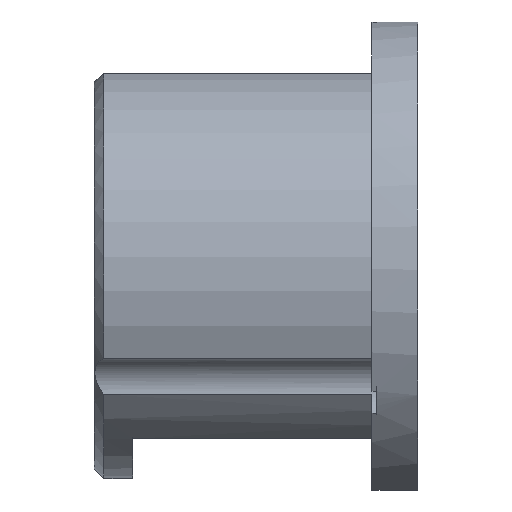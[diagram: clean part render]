
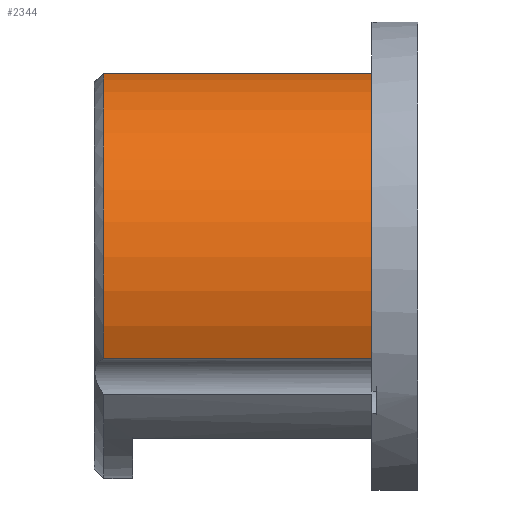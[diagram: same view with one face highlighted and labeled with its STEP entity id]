
A CAD part, left-side view. The second image highlights one B-rep face of the part: STEP entity #2344.
In plain terms, the highlighted cylindrical face has radius 21.336 mm (diameter 42.672 mm), a partial arc.
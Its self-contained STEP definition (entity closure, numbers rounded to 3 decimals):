
#24 = AXIS2_PLACEMENT_3D ( 'NONE', #3761, #3740, #3794 ) ;
#244 = AXIS2_PLACEMENT_3D ( 'NONE', #640, #436, #583 ) ;
#411 = CARTESIAN_POINT ( 'NONE',  ( -19.466, -1., -8.735 ) ) ;
#436 = DIRECTION ( 'NONE',  ( 0., 1., 0. ) ) ;
#583 = DIRECTION ( 'NONE',  ( 0., 0., 1. ) ) ;
#640 = CARTESIAN_POINT ( 'NONE',  ( 0., -29.174, 0. ) ) ;
#695 = VERTEX_POINT ( 'NONE', #1746 ) ;
#718 = FACE_OUTER_BOUND ( 'NONE', #1055, .T. ) ;
#764 = LINE ( 'NONE', #2319, #3040 ) ;
#809 = VERTEX_POINT ( 'NONE', #411 ) ;
#1055 = EDGE_LOOP ( 'NONE', ( #2317, #2348, #2187, #1989 ) ) ;
#1285 = LINE ( 'NONE', #4103, #3968 ) ;
#1289 = EDGE_CURVE ( 'NONE', #809, #2999, #764, .T. ) ;
#1374 = EDGE_CURVE ( 'NONE', #2999, #3963, #1903, .T. ) ;
#1480 = CARTESIAN_POINT ( 'NONE',  ( -19.466, -29.174, -8.735 ) ) ;
#1746 = CARTESIAN_POINT ( 'NONE',  ( -2.169, -1., 21.225 ) ) ;
#1903 = CIRCLE ( 'NONE', #244, 21.336 ) ;
#1989 = ORIENTED_EDGE ( 'NONE', *, *, #2839, .T. ) ;
#2187 = ORIENTED_EDGE ( 'NONE', *, *, #1374, .T. ) ;
#2274 = DIRECTION ( 'NONE',  ( 0., -1., 0. ) ) ;
#2317 = ORIENTED_EDGE ( 'NONE', *, *, #2845, .F. ) ;
#2319 = CARTESIAN_POINT ( 'NONE',  ( -19.466, -30.633, -8.735 ) ) ;
#2344 = ADVANCED_FACE ( 'NONE', ( #718 ), #3943, .T. ) ;
#2348 = ORIENTED_EDGE ( 'NONE', *, *, #1289, .T. ) ;
#2492 = CIRCLE ( 'NONE', #3725, 21.336 ) ;
#2839 = EDGE_CURVE ( 'NONE', #3963, #695, #1285, .T. ) ;
#2845 = EDGE_CURVE ( 'NONE', #809, #695, #2492, .T. ) ;
#2999 = VERTEX_POINT ( 'NONE', #1480 ) ;
#3040 = VECTOR ( 'NONE', #2274, 1000. ) ;
#3085 = DIRECTION ( 'NONE',  ( 0., 1., 0. ) ) ;
#3094 = CARTESIAN_POINT ( 'NONE',  ( 0., -1., 0. ) ) ;
#3125 = DIRECTION ( 'NONE',  ( 0., 1., 0. ) ) ;
#3256 = CARTESIAN_POINT ( 'NONE',  ( -2.169, -29.174, 21.225 ) ) ;
#3327 = DIRECTION ( 'NONE',  ( 0., 0., -1. ) ) ;
#3725 = AXIS2_PLACEMENT_3D ( 'NONE', #3094, #3085, #3327 ) ;
#3740 = DIRECTION ( 'NONE',  ( 0., 1., 0. ) ) ;
#3761 = CARTESIAN_POINT ( 'NONE',  ( 0., -30.633, 0. ) ) ;
#3794 = DIRECTION ( 'NONE',  ( 0., 0., 1. ) ) ;
#3943 = CYLINDRICAL_SURFACE ( 'NONE', #24, 21.336 ) ;
#3963 = VERTEX_POINT ( 'NONE', #3256 ) ;
#3968 = VECTOR ( 'NONE', #3125, 1000. ) ;
#4103 = CARTESIAN_POINT ( 'NONE',  ( -2.169, -29.174, 21.225 ) ) ;
